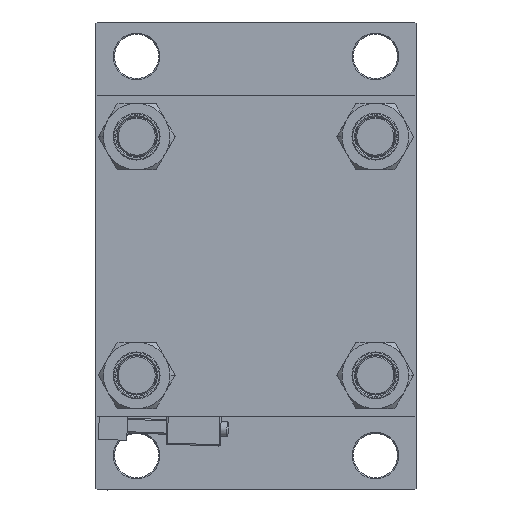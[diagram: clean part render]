
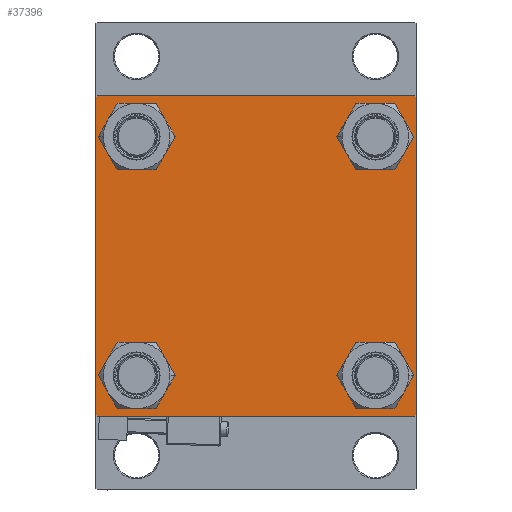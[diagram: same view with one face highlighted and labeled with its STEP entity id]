
A CAD part, left-side view. The second image highlights one B-rep face of the part: STEP entity #37396.
In plain terms, the highlighted planar face has unit normal (-1, 0, 0).
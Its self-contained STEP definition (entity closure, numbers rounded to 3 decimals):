
#342 = ORIENTED_EDGE ( 'NONE', *, *, #2728, .T. ) ;
#375 = CARTESIAN_POINT ( 'NONE',  ( 0., -65., -64.5 ) ) ;
#493 = ORIENTED_EDGE ( 'NONE', *, *, #21640, .T. ) ;
#531 = VECTOR ( 'NONE', #38426, 1000. ) ;
#567 = CARTESIAN_POINT ( 'NONE',  ( 0., 48.45, -48.45 ) ) ;
#676 = LINE ( 'NONE', #12517, #37475 ) ;
#735 = VERTEX_POINT ( 'NONE', #14188 ) ;
#827 = CARTESIAN_POINT ( 'NONE',  ( 0., -64.75, 64.75 ) ) ;
#1001 = EDGE_CURVE ( 'NONE', #6107, #37271, #26107, .T. ) ;
#1914 = EDGE_LOOP ( 'NONE', ( #11725, #9650 ) ) ;
#2728 = EDGE_CURVE ( 'NONE', #48967, #20465, #21343, .T. ) ;
#3292 = FACE_BOUND ( 'NONE', #9409, .T. ) ;
#3452 = CARTESIAN_POINT ( 'NONE',  ( 0., 48.45, 48.45 ) ) ;
#3832 = CARTESIAN_POINT ( 'NONE',  ( 0., 65., 65. ) ) ;
#4412 = LINE ( 'NONE', #10987, #41314 ) ;
#5001 = EDGE_CURVE ( 'NONE', #37271, #6107, #20459, .T. ) ;
#5383 = CARTESIAN_POINT ( 'NONE',  ( 0., -48.45, 48.45 ) ) ;
#5396 = CARTESIAN_POINT ( 'NONE',  ( 0., -48.45, -48.45 ) ) ;
#5410 = EDGE_CURVE ( 'NONE', #20465, #26422, #7278, .T. ) ;
#5486 = EDGE_CURVE ( 'NONE', #35979, #18752, #8428, .T. ) ;
#5789 = DIRECTION ( 'NONE',  ( 1., 0., 0. ) ) ;
#6107 = VERTEX_POINT ( 'NONE', #32786 ) ;
#6181 = ORIENTED_EDGE ( 'NONE', *, *, #1001, .T. ) ;
#6260 = VERTEX_POINT ( 'NONE', #22177 ) ;
#6939 = VERTEX_POINT ( 'NONE', #45274 ) ;
#7278 = LINE ( 'NONE', #14604, #30979 ) ;
#7390 = EDGE_CURVE ( 'NONE', #6260, #13503, #48784, .T. ) ;
#7876 = EDGE_CURVE ( 'NONE', #735, #18650, #676, .T. ) ;
#8029 = DIRECTION ( 'NONE',  ( 0., 0., 1. ) ) ;
#8396 = AXIS2_PLACEMENT_3D ( 'NONE', #3452, #26659, #14328 ) ;
#8428 = CIRCLE ( 'NONE', #19706, 8.5 ) ;
#8781 = CARTESIAN_POINT ( 'NONE',  ( 0., 48.45, -48.45 ) ) ;
#9114 = AXIS2_PLACEMENT_3D ( 'NONE', #5383, #25292, #44470 ) ;
#9298 = ORIENTED_EDGE ( 'NONE', *, *, #18699, .T. ) ;
#9409 = EDGE_LOOP ( 'NONE', ( #15372, #6181 ) ) ;
#9650 = ORIENTED_EDGE ( 'NONE', *, *, #40886, .T. ) ;
#10602 = FACE_BOUND ( 'NONE', #14600, .T. ) ;
#10718 = VECTOR ( 'NONE', #20858, 1000. ) ;
#10987 = CARTESIAN_POINT ( 'NONE',  ( 0., 65., 65. ) ) ;
#11251 = VERTEX_POINT ( 'NONE', #14848 ) ;
#11626 = LINE ( 'NONE', #3832, #37700 ) ;
#11641 = CIRCLE ( 'NONE', #47956, 8.5 ) ;
#11725 = ORIENTED_EDGE ( 'NONE', *, *, #15198, .T. ) ;
#12517 = CARTESIAN_POINT ( 'NONE',  ( 0., -65., 65. ) ) ;
#13313 = CARTESIAN_POINT ( 'NONE',  ( 0., -48.45, -39.95 ) ) ;
#13398 = EDGE_CURVE ( 'NONE', #11251, #13581, #11626, .T. ) ;
#13461 = ORIENTED_EDGE ( 'NONE', *, *, #24171, .T. ) ;
#13503 = VERTEX_POINT ( 'NONE', #13313 ) ;
#13581 = VERTEX_POINT ( 'NONE', #40061 ) ;
#13618 = DIRECTION ( 'NONE',  ( 0., 0., 1. ) ) ;
#14148 = FACE_BOUND ( 'NONE', #1914, .T. ) ;
#14188 = CARTESIAN_POINT ( 'NONE',  ( 0., -65., 64.5 ) ) ;
#14328 = DIRECTION ( 'NONE',  ( 0., 0., 1. ) ) ;
#14600 = EDGE_LOOP ( 'NONE', ( #493, #18362 ) ) ;
#14604 = CARTESIAN_POINT ( 'NONE',  ( 0., 65., -65. ) ) ;
#14848 = CARTESIAN_POINT ( 'NONE',  ( 0., 64.5, 65. ) ) ;
#15198 = EDGE_CURVE ( 'NONE', #20197, #6939, #46068, .T. ) ;
#15372 = ORIENTED_EDGE ( 'NONE', *, *, #5001, .T. ) ;
#15460 = CARTESIAN_POINT ( 'NONE',  ( 0., 65., -64.5 ) ) ;
#15859 = EDGE_CURVE ( 'NONE', #11251, #16683, #26907, .T. ) ;
#16683 = VERTEX_POINT ( 'NONE', #18417 ) ;
#17245 = DIRECTION ( 'NONE',  ( 1., 0., 0. ) ) ;
#18285 = CARTESIAN_POINT ( 'NONE',  ( 0., 64.5, -65. ) ) ;
#18362 = ORIENTED_EDGE ( 'NONE', *, *, #7390, .T. ) ;
#18417 = CARTESIAN_POINT ( 'NONE',  ( 0., 65., 64.5 ) ) ;
#18592 = DIRECTION ( 'NONE',  ( 0., 0.707, -0.707 ) ) ;
#18650 = VERTEX_POINT ( 'NONE', #375 ) ;
#18699 = EDGE_CURVE ( 'NONE', #16683, #48967, #4412, .T. ) ;
#18752 = VERTEX_POINT ( 'NONE', #41772 ) ;
#19029 = DIRECTION ( 'NONE',  ( 0., -0.707, 0.707 ) ) ;
#19706 = AXIS2_PLACEMENT_3D ( 'NONE', #8781, #24170, #8029 ) ;
#20197 = VERTEX_POINT ( 'NONE', #23139 ) ;
#20335 = EDGE_LOOP ( 'NONE', ( #36163, #13461 ) ) ;
#20459 = CIRCLE ( 'NONE', #27700, 8.5 ) ;
#20465 = VERTEX_POINT ( 'NONE', #18285 ) ;
#20858 = DIRECTION ( 'NONE',  ( 0., -0.707, -0.707 ) ) ;
#21343 = LINE ( 'NONE', #48122, #10718 ) ;
#21640 = EDGE_CURVE ( 'NONE', #13503, #6260, #11641, .T. ) ;
#22177 = CARTESIAN_POINT ( 'NONE',  ( 0., -48.45, -56.95 ) ) ;
#22382 = DIRECTION ( 'NONE',  ( 1., 0., 0. ) ) ;
#22455 = ORIENTED_EDGE ( 'NONE', *, *, #5410, .T. ) ;
#22472 = CARTESIAN_POINT ( 'NONE',  ( 0., 0., 0. ) ) ;
#22499 = DIRECTION ( 'NONE',  ( 0., -1., 0. ) ) ;
#22676 = AXIS2_PLACEMENT_3D ( 'NONE', #35956, #44041, #29137 ) ;
#22738 = ORIENTED_EDGE ( 'NONE', *, *, #46797, .T. ) ;
#23139 = CARTESIAN_POINT ( 'NONE',  ( 0., -48.45, 56.95 ) ) ;
#23560 = EDGE_LOOP ( 'NONE', ( #9298, #342, #22455, #22738, #36188, #44499, #28632, #32549 ) ) ;
#24170 = DIRECTION ( 'NONE',  ( 1., 0., 0. ) ) ;
#24171 = EDGE_CURVE ( 'NONE', #18752, #35979, #30275, .T. ) ;
#25292 = DIRECTION ( 'NONE',  ( 1., 0., 0. ) ) ;
#25392 = EDGE_CURVE ( 'NONE', #735, #13581, #39167, .T. ) ;
#26107 = CIRCLE ( 'NONE', #8396, 8.5 ) ;
#26350 = CARTESIAN_POINT ( 'NONE',  ( 0., -64.75, -64.75 ) ) ;
#26422 = VERTEX_POINT ( 'NONE', #42707 ) ;
#26659 = DIRECTION ( 'NONE',  ( 1., 0., 0. ) ) ;
#26907 = LINE ( 'NONE', #42295, #46907 ) ;
#27700 = AXIS2_PLACEMENT_3D ( 'NONE', #47466, #5789, #13618 ) ;
#28632 = ORIENTED_EDGE ( 'NONE', *, *, #13398, .F. ) ;
#29038 = AXIS2_PLACEMENT_3D ( 'NONE', #22472, #37844, #38084 ) ;
#29137 = DIRECTION ( 'NONE',  ( 0., 0., 1. ) ) ;
#29409 = DIRECTION ( 'NONE',  ( 0., 0., 1. ) ) ;
#29420 = AXIS2_PLACEMENT_3D ( 'NONE', #41545, #22382, #42041 ) ;
#30034 = PLANE ( 'NONE',  #29038 ) ;
#30275 = CIRCLE ( 'NONE', #37536, 8.5 ) ;
#30979 = VECTOR ( 'NONE', #49938, 1000. ) ;
#32549 = ORIENTED_EDGE ( 'NONE', *, *, #15859, .T. ) ;
#32786 = CARTESIAN_POINT ( 'NONE',  ( 0., 48.45, 39.95 ) ) ;
#33265 = CIRCLE ( 'NONE', #9114, 8.5 ) ;
#33557 = FACE_OUTER_BOUND ( 'NONE', #23560, .T. ) ;
#34437 = DIRECTION ( 'NONE',  ( 0., 0., -1. ) ) ;
#35956 = CARTESIAN_POINT ( 'NONE',  ( 0., -48.45, 48.45 ) ) ;
#35979 = VERTEX_POINT ( 'NONE', #36063 ) ;
#36063 = CARTESIAN_POINT ( 'NONE',  ( 0., 48.45, -39.95 ) ) ;
#36163 = ORIENTED_EDGE ( 'NONE', *, *, #5486, .T. ) ;
#36188 = ORIENTED_EDGE ( 'NONE', *, *, #7876, .F. ) ;
#37271 = VERTEX_POINT ( 'NONE', #43449 ) ;
#37396 = ADVANCED_FACE ( 'NONE', ( #14148, #10602, #45185, #3292, #33557 ), #30034, .T. ) ;
#37475 = VECTOR ( 'NONE', #49903, 1000. ) ;
#37536 = AXIS2_PLACEMENT_3D ( 'NONE', #567, #45304, #29409 ) ;
#37700 = VECTOR ( 'NONE', #22499, 1000. ) ;
#37844 = DIRECTION ( 'NONE',  ( -1., 0., 0. ) ) ;
#38084 = DIRECTION ( 'NONE',  ( 0., 0., 1. ) ) ;
#38426 = DIRECTION ( 'NONE',  ( 0., 0.707, 0.707 ) ) ;
#39167 = LINE ( 'NONE', #827, #531 ) ;
#40061 = CARTESIAN_POINT ( 'NONE',  ( 0., -64.5, 65. ) ) ;
#40203 = DIRECTION ( 'NONE',  ( 0., 0., 1. ) ) ;
#40886 = EDGE_CURVE ( 'NONE', #6939, #20197, #33265, .T. ) ;
#41314 = VECTOR ( 'NONE', #34437, 1000. ) ;
#41545 = CARTESIAN_POINT ( 'NONE',  ( 0., -48.45, -48.45 ) ) ;
#41772 = CARTESIAN_POINT ( 'NONE',  ( 0., 48.45, -56.95 ) ) ;
#42041 = DIRECTION ( 'NONE',  ( 0., 0., 1. ) ) ;
#42295 = CARTESIAN_POINT ( 'NONE',  ( 0., 64.75, 64.75 ) ) ;
#42707 = CARTESIAN_POINT ( 'NONE',  ( 0., -64.5, -65. ) ) ;
#43449 = CARTESIAN_POINT ( 'NONE',  ( 0., 48.45, 56.95 ) ) ;
#44041 = DIRECTION ( 'NONE',  ( 1., 0., 0. ) ) ;
#44470 = DIRECTION ( 'NONE',  ( 0., 0., 1. ) ) ;
#44499 = ORIENTED_EDGE ( 'NONE', *, *, #25392, .T. ) ;
#45185 = FACE_BOUND ( 'NONE', #20335, .T. ) ;
#45274 = CARTESIAN_POINT ( 'NONE',  ( 0., -48.45, 39.95 ) ) ;
#45304 = DIRECTION ( 'NONE',  ( 1., 0., 0. ) ) ;
#45797 = LINE ( 'NONE', #26350, #48040 ) ;
#46068 = CIRCLE ( 'NONE', #22676, 8.5 ) ;
#46797 = EDGE_CURVE ( 'NONE', #26422, #18650, #45797, .T. ) ;
#46907 = VECTOR ( 'NONE', #18592, 1000. ) ;
#47466 = CARTESIAN_POINT ( 'NONE',  ( 0., 48.45, 48.45 ) ) ;
#47956 = AXIS2_PLACEMENT_3D ( 'NONE', #5396, #17245, #40203 ) ;
#48040 = VECTOR ( 'NONE', #19029, 1000. ) ;
#48122 = CARTESIAN_POINT ( 'NONE',  ( 0., 64.75, -64.75 ) ) ;
#48784 = CIRCLE ( 'NONE', #29420, 8.5 ) ;
#48967 = VERTEX_POINT ( 'NONE', #15460 ) ;
#49903 = DIRECTION ( 'NONE',  ( 0., 0., -1. ) ) ;
#49938 = DIRECTION ( 'NONE',  ( 0., -1., 0. ) ) ;
